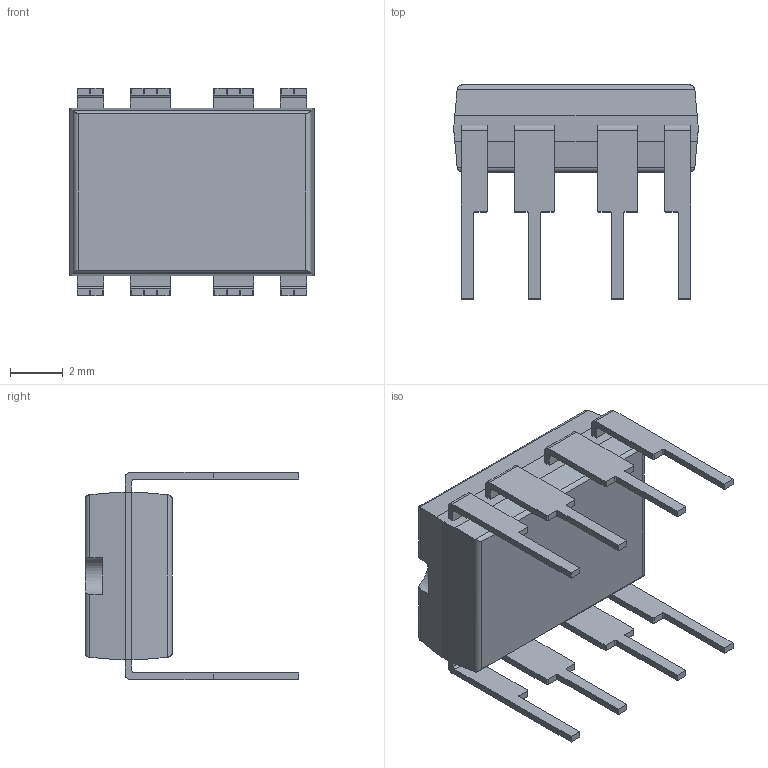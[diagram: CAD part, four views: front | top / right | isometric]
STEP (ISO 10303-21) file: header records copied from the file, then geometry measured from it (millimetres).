
FILE_DESCRIPTION(('STEP AP214'),'1');
FILE_NAME('attiny85-20pu.stp','2020-03-14T04:30:01',('TraceParts'),('TraceParts S.A.'),'Spatial InterOp 3D',' ',' ');
FILE_SCHEMA(('AUTOMOTIVE_DESIGN { 1 0 10303 214 1 1 1 1 }'));
Length unit declared in the file: millimetre
Products named in the file (1): attiny85-20pu
Bounding box: 9.27 x 8.12 x 7.87 mm (x, y, z)
Volume: 201.6 mm3; surface area: 337.7 mm2
Topology: 1 solids, 1 shells, 153 faces, 429 edges, 286 vertices
Faces by surface type: plane 99, cylinder 54
Entity records: 6285 total; most frequent: CARTESIAN_POINT 1011, ORIENTED_EDGE 858, DIRECTION 827, EDGE_CURVE 429, LINE 319, VECTOR 319, VERTEX_POINT 286, AXIS2_PLACEMENT_3D 254
